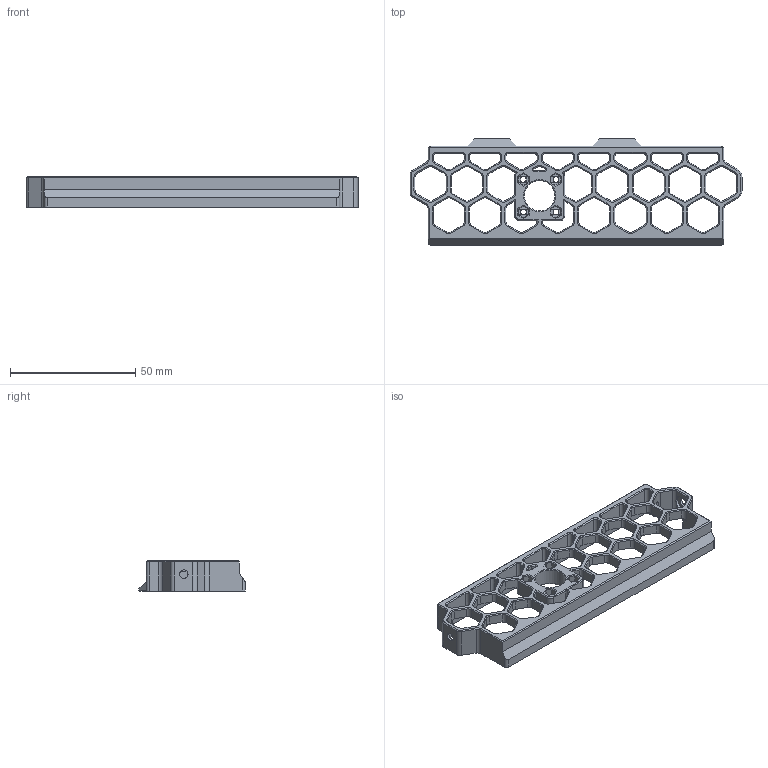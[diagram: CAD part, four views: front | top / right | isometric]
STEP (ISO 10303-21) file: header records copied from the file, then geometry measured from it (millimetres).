
FILE_DESCRIPTION(/* description */ (''),/* implementation_level */ '2;1');
FILE_NAME(/* name */ 'V0.2 Master Assembly RC1_Rear Skirt.step',/* time_stamp */ '2023-07-24T18:36:37+12:00',/* author */ (''),/* organization */ (''),/* preprocessor_version */ 'ST-DEVELOPER v19.2',/* originating_system */ 'Autodesk Translation Framework v12.6.0.85',/* authorisation */ '');
FILE_SCHEMA (('AUTOMOTIVE_DESIGN { 1 0 10303 214 3 1 1 }'));
Length unit declared in the file: millimetre
Products named in the file (1): V0.2 Master Assembly RC1_Rear Skirt
Bounding box: 132.8 x 42.5 x 12 mm (x, y, z)
Volume: 15438.7 mm3; surface area: 15509.3 mm2
Topology: 1 solids, 1 shells, 814 faces, 2142 edges, 1304 vertices
Faces by surface type: plane 444, cylinder 201, cone 155, torus 8, bspline 6
Full cylindrical faces by diameter (mm): 2.3 x4, 3.4 x2, 6 x2, 12.2 x1
Entity records: 25661 total; most frequent: CARTESIAN_POINT 5403, ORIENTED_EDGE 4280, DIRECTION 4207, EDGE_CURVE 2140, LINE 1433, VECTOR 1433, AXIS2_PLACEMENT_3D 1387, VERTEX_POINT 1304
